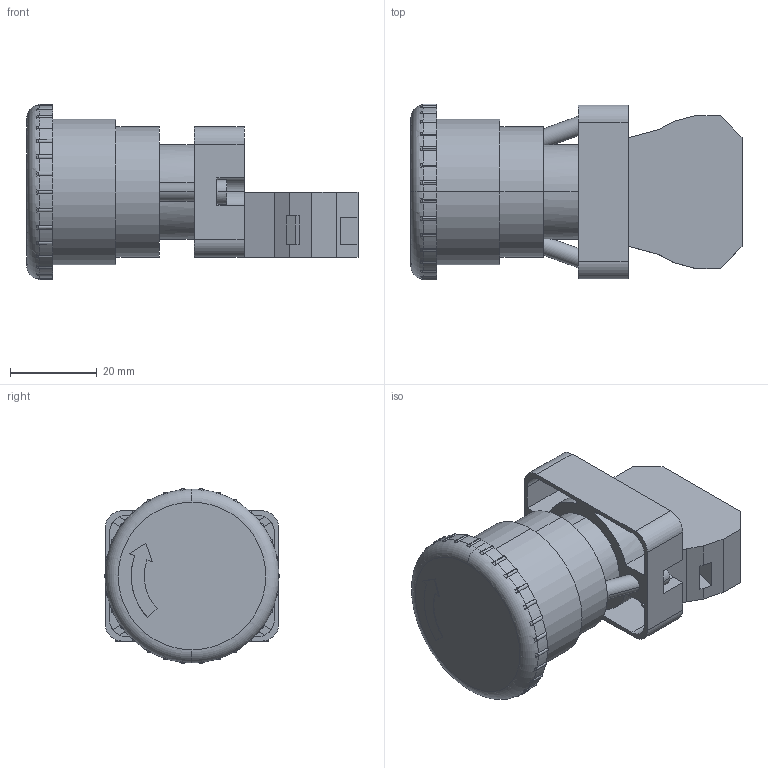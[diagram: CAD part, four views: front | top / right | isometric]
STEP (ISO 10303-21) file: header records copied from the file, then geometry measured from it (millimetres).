
FILE_DESCRIPTION(('CATIA V5 STEP Exchange'),'2;1');
FILE_NAME('E-StopAutomationDirectGCX1131.stp','2022-09-20T10:06:32+00:00',('none'),('none'),'CATIA Version 5 Release 20 GA (IN-10)','CATIA V5 STEP AP203','none');
FILE_SCHEMA(('CONFIG_CONTROL_DESIGN'));
Length unit declared in the file: millimetre
Products named in the file (1): E-StopAutomationDirectGCX1131
Bounding box: 76.4 x 40.5 x 40.28 mm (x, y, z)
Volume: 48397.6 mm3; surface area: 16690.1 mm2
Topology: 1 solids, 1 shells, 314 faces, 895 edges, 592 vertices
Faces by surface type: cylinder 155, plane 127, torus 32
Entity records: 11340 total; most frequent: CARTESIAN_POINT 3519, ORIENTED_EDGE 1790, DIRECTION 1306, EDGE_CURVE 895, VERTEX_POINT 592, AXIS2_PLACEMENT_3D 546, VECTOR 447, LINE 447
